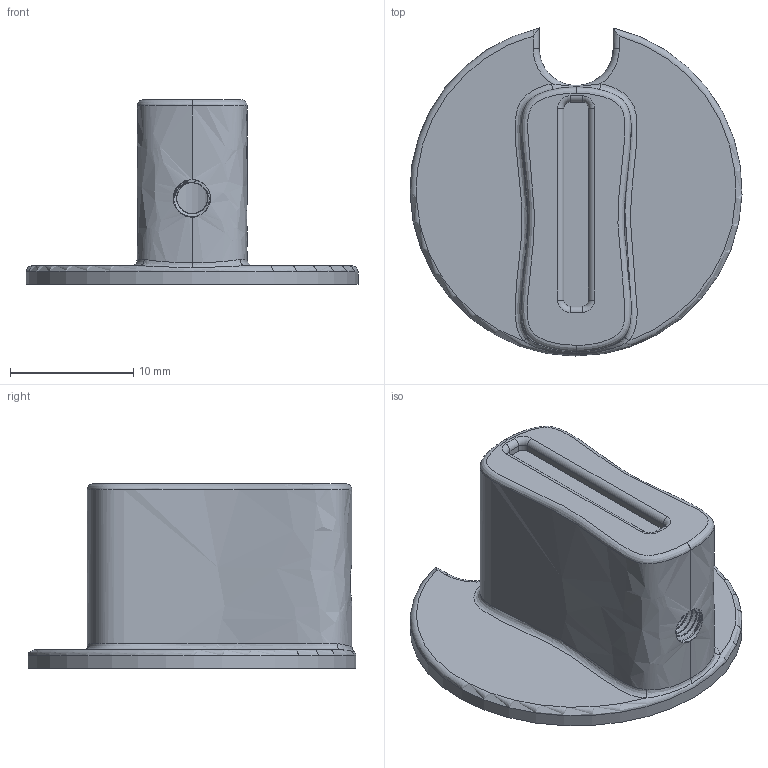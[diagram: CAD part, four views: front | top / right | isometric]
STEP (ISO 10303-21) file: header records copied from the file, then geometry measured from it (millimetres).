
FILE_DESCRIPTION(/* description */ (''),/* implementation_level */ '2;1');
FILE_NAME(/* name */ 'Rotary Encoder Knob.step',/* time_stamp */ '2020-05-17T18:46:35-05:00',/* author */ (''),/* organization */ (''),/* preprocessor_version */ 'ST-DEVELOPER v18.1',/* originating_system */ 'Autodesk Translation Framework v9.3.0.1241',/* authorisation */ '');
FILE_SCHEMA (('AUTOMOTIVE_DESIGN { 1 0 10303 214 3 1 1 }'));
Length unit declared in the file: millimetre
Products named in the file (1): Rotary Encoder Knob v1 (4)
Bounding box: 26.99 x 26.66 x 15 mm (x, y, z)
Volume: 2701.5 mm3; surface area: 2324.5 mm2
Topology: 1 solids, 1 shells, 95 faces, 254 edges, 163 vertices
Faces by surface type: cylinder 59, plane 16, bspline 14, torus 6
Full cylindrical faces by diameter (mm): 2.529 x12, 3.086 x5, 6 x1, 7 x1
Entity records: 6944 total; most frequent: CARTESIAN_POINT 4807, ORIENTED_EDGE 508, DIRECTION 326, EDGE_CURVE 254, VERTEX_POINT 163, B_SPLINE_CURVE_WITH_KNOTS 134, AXIS2_PLACEMENT_3D 124, EDGE_LOOP 99
